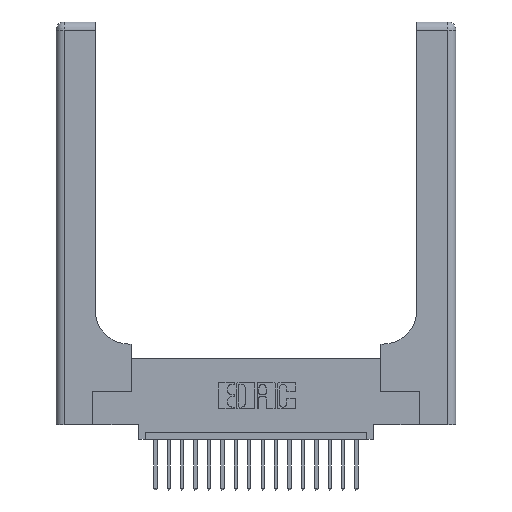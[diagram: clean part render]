
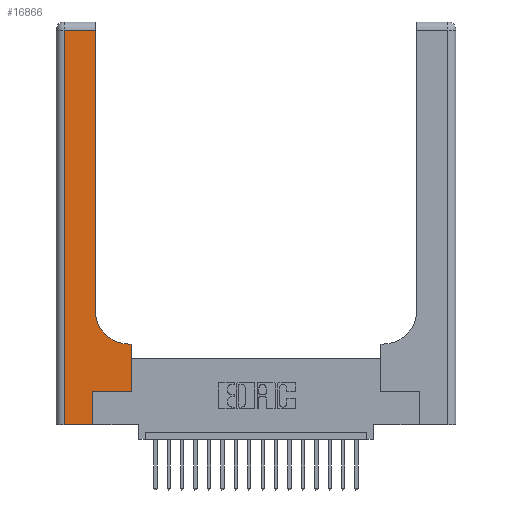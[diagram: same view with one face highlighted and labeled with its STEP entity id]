
A CAD part, top view. The second image highlights one B-rep face of the part: STEP entity #16866.
In plain terms, the highlighted planar face has unit normal (0, 0, 1).
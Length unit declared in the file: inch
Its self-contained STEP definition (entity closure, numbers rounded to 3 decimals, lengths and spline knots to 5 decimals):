
#990 = LINE ( 'NONE', #9175, #4293 ) ;
#1120 = ORIENTED_EDGE ( 'NONE', *, *, #13396, .T. ) ;
#1219 = VECTOR ( 'NONE', #5885, 39.37008 ) ;
#1266 = CARTESIAN_POINT ( 'NONE',  ( 0.2915, 0.85, 0.37 ) ) ;
#1616 = VECTOR ( 'NONE', #14956, 39.37008 ) ;
#1702 = VERTEX_POINT ( 'NONE', #4486 ) ;
#1854 = ORIENTED_EDGE ( 'NONE', *, *, #5889, .T. ) ;
#1867 = ORIENTED_EDGE ( 'NONE', *, *, #4629, .T. ) ;
#2049 = CARTESIAN_POINT ( 'NONE',  ( 0., 2.94, 0.37 ) ) ;
#2425 = VECTOR ( 'NONE', #19077, 39.37008 ) ;
#2434 = VERTEX_POINT ( 'NONE', #6771 ) ;
#2713 = ORIENTED_EDGE ( 'NONE', *, *, #8598, .T. ) ;
#2908 = DIRECTION ( 'NONE',  ( -1., 0., 0. ) ) ;
#2947 = CARTESIAN_POINT ( 'NONE',  ( 0.269, 0.25, 0.37 ) ) ;
#2988 = DIRECTION ( 'NONE',  ( 0., 0., -1. ) ) ;
#3449 = DIRECTION ( 'NONE',  ( -1., 0., 0. ) ) ;
#3503 = DIRECTION ( 'NONE',  ( 0., -1., 0. ) ) ;
#3764 = CARTESIAN_POINT ( 'NONE',  ( 0.2915, 3., 0.37 ) ) ;
#3999 = CARTESIAN_POINT ( 'NONE',  ( 0.269, 0.25, 0.37 ) ) ;
#4095 = CARTESIAN_POINT ( 'NONE',  ( 0.5415, 0.6, 0.37 ) ) ;
#4139 = EDGE_CURVE ( 'NONE', #4613, #2434, #16795, .T. ) ;
#4170 = EDGE_CURVE ( 'NONE', #7588, #19749, #11760, .T. ) ;
#4293 = VECTOR ( 'NONE', #17297, 39.37008 ) ;
#4486 = CARTESIAN_POINT ( 'NONE',  ( 0.5585, 0.6, 0.37 ) ) ;
#4583 = VERTEX_POINT ( 'NONE', #5127 ) ;
#4613 = VERTEX_POINT ( 'NONE', #3999 ) ;
#4629 = EDGE_CURVE ( 'NONE', #4583, #19419, #19822, .T. ) ;
#4660 = CARTESIAN_POINT ( 'NONE',  ( 0.5415, 0.85, 0.37 ) ) ;
#4951 = ORIENTED_EDGE ( 'NONE', *, *, #4170, .T. ) ;
#5127 = CARTESIAN_POINT ( 'NONE',  ( 0.06, 0., 0.37 ) ) ;
#5182 = LINE ( 'NONE', #2049, #19789 ) ;
#5290 = CARTESIAN_POINT ( 'NONE',  ( 0.2915, 0.6, 0.37 ) ) ;
#5312 = LINE ( 'NONE', #16251, #15889 ) ;
#5885 = DIRECTION ( 'NONE',  ( 0., 1., 0. ) ) ;
#5889 = EDGE_CURVE ( 'NONE', #19749, #11939, #11187, .T. ) ;
#6274 = DIRECTION ( 'NONE',  ( 1., 0., 0. ) ) ;
#6771 = CARTESIAN_POINT ( 'NONE',  ( 0.5585, 0.25, 0.37 ) ) ;
#7324 = ORIENTED_EDGE ( 'NONE', *, *, #17751, .T. ) ;
#7588 = VERTEX_POINT ( 'NONE', #4095 ) ;
#8420 = LINE ( 'NONE', #5290, #14250 ) ;
#8598 = EDGE_CURVE ( 'NONE', #10255, #4583, #5312, .T. ) ;
#8706 = DIRECTION ( 'NONE',  ( -1., 0., 0. ) ) ;
#9175 = CARTESIAN_POINT ( 'NONE',  ( 0.5585, 0.25, 0.37 ) ) ;
#9232 = PLANE ( 'NONE',  #14804 ) ;
#9245 = EDGE_CURVE ( 'NONE', #1702, #7588, #8420, .T. ) ;
#9723 = FACE_OUTER_BOUND ( 'NONE', #12967, .T. ) ;
#10255 = VERTEX_POINT ( 'NONE', #20554 ) ;
#11187 = LINE ( 'NONE', #3764, #1616 ) ;
#11760 = CIRCLE ( 'NONE', #17880, 0.25 ) ;
#11939 = VERTEX_POINT ( 'NONE', #14592 ) ;
#12492 = CARTESIAN_POINT ( 'NONE',  ( 0.269, 0., 0.37 ) ) ;
#12774 = VECTOR ( 'NONE', #16861, 39.37008 ) ;
#12967 = EDGE_LOOP ( 'NONE', ( #1854, #7324, #2713, #1867, #1120, #17820, #16324, #14733, #4951 ) ) ;
#13396 = EDGE_CURVE ( 'NONE', #19419, #4613, #15828, .T. ) ;
#14250 = VECTOR ( 'NONE', #3449, 39.37008 ) ;
#14592 = CARTESIAN_POINT ( 'NONE',  ( 0.2915, 2.94, 0.37 ) ) ;
#14733 = ORIENTED_EDGE ( 'NONE', *, *, #9245, .T. ) ;
#14804 = AXIS2_PLACEMENT_3D ( 'NONE', #17360, #2988, #2908 ) ;
#14956 = DIRECTION ( 'NONE',  ( 0., 1., 0. ) ) ;
#15391 = CARTESIAN_POINT ( 'NONE',  ( 0., 0., 0.37 ) ) ;
#15828 = LINE ( 'NONE', #12492, #1219 ) ;
#15889 = VECTOR ( 'NONE', #3503, 39.37008 ) ;
#16251 = CARTESIAN_POINT ( 'NONE',  ( 0.06, 3., 0.37 ) ) ;
#16324 = ORIENTED_EDGE ( 'NONE', *, *, #20317, .T. ) ;
#16795 = LINE ( 'NONE', #2947, #2425 ) ;
#16861 = DIRECTION ( 'NONE',  ( 1., 0., 0. ) ) ;
#16866 = ADVANCED_FACE ( 'NONE', ( #9723 ), #9232, .F. ) ;
#17297 = DIRECTION ( 'NONE',  ( 0., 1., 0. ) ) ;
#17360 = CARTESIAN_POINT ( 'NONE',  ( 0., 3., 0.37 ) ) ;
#17751 = EDGE_CURVE ( 'NONE', #11939, #10255, #5182, .T. ) ;
#17820 = ORIENTED_EDGE ( 'NONE', *, *, #4139, .T. ) ;
#17880 = AXIS2_PLACEMENT_3D ( 'NONE', #4660, #19295, #6274 ) ;
#18318 = CARTESIAN_POINT ( 'NONE',  ( 0.269, 0., 0.37 ) ) ;
#19077 = DIRECTION ( 'NONE',  ( 1., 0., 0. ) ) ;
#19295 = DIRECTION ( 'NONE',  ( 0., 0., -1. ) ) ;
#19419 = VERTEX_POINT ( 'NONE', #18318 ) ;
#19749 = VERTEX_POINT ( 'NONE', #1266 ) ;
#19789 = VECTOR ( 'NONE', #8706, 39.37008 ) ;
#19822 = LINE ( 'NONE', #15391, #12774 ) ;
#20317 = EDGE_CURVE ( 'NONE', #2434, #1702, #990, .T. ) ;
#20554 = CARTESIAN_POINT ( 'NONE',  ( 0.06, 2.94, 0.37 ) ) ;
